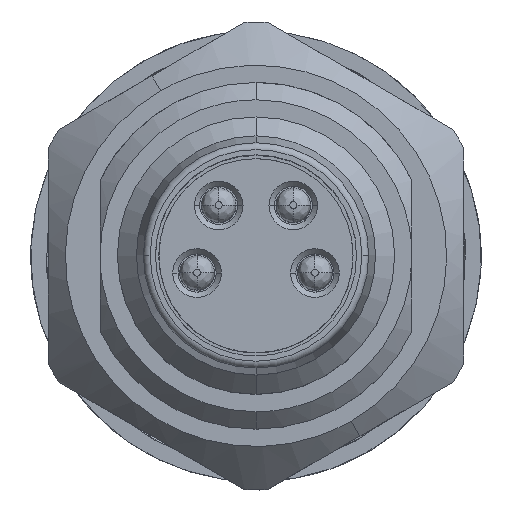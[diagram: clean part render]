
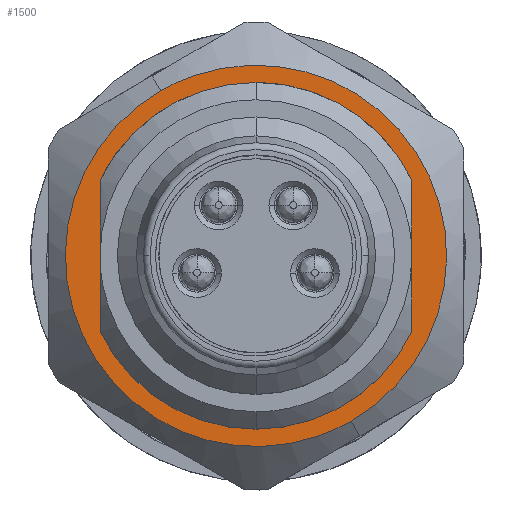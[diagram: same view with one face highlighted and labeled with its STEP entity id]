
A CAD part, top view. The second image highlights one B-rep face of the part: STEP entity #1500.
In plain terms, the highlighted planar face has unit normal (0, 0, 1).
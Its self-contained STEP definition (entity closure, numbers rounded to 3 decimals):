
#1323=AXIS2_PLACEMENT_3D('Circle Axis2P3D',#1321,#1322,$) ;
#1340=AXIS2_PLACEMENT_3D('Circle Axis2P3D',#1338,#1339,$) ;
#1430=AXIS2_PLACEMENT_3D('Plane Axis2P3D',#1427,#1428,#1429) ;
#1282=CARTESIAN_POINT('Line Origine',(2.,6.75,14.3)) ;
#1286=CARTESIAN_POINT('Vertex',(2.,8.929,14.3)) ;
#1288=CARTESIAN_POINT('Vertex',(2.,4.571,14.3)) ;
#1318=CARTESIAN_POINT('Vertex',(6.5,1.75,14.3)) ;
#1321=CARTESIAN_POINT('Axis2P3D Location',(6.5,6.75,14.3)) ;
#1338=CARTESIAN_POINT('Axis2P3D Location',(6.5,6.75,14.3)) ;
#1342=CARTESIAN_POINT('Vertex',(11.,4.571,14.3)) ;
#1362=CARTESIAN_POINT('Line Origine',(11.,6.75,14.3)) ;
#1366=CARTESIAN_POINT('Vertex',(11.,8.929,14.3)) ;
#1391=CARTESIAN_POINT('Vertex',(6.5,11.75,14.3)) ;
#1395=CARTESIAN_POINT('Control Point',(11.,8.929,14.3)) ;
#1396=CARTESIAN_POINT('Control Point',(10.39,10.189,14.3)) ;
#1397=CARTESIAN_POINT('Control Point',(9.305,11.225,14.3)) ;
#1398=CARTESIAN_POINT('Control Point',(7.9,11.75,14.3)) ;
#1399=CARTESIAN_POINT('Control Point',(6.5,11.75,14.3)) ;
#1414=CARTESIAN_POINT('Control Point',(6.5,11.75,14.3)) ;
#1415=CARTESIAN_POINT('Control Point',(5.1,11.75,14.3)) ;
#1416=CARTESIAN_POINT('Control Point',(3.695,11.225,14.3)) ;
#1417=CARTESIAN_POINT('Control Point',(2.61,10.189,14.3)) ;
#1418=CARTESIAN_POINT('Control Point',(2.,8.929,14.3)) ;
#1427=CARTESIAN_POINT('Axis2P3D Location',(6.5,6.75,14.3)) ;
#1433=CARTESIAN_POINT('Control Point',(9.25,1.987,14.3)) ;
#1434=CARTESIAN_POINT('Control Point',(9.747,2.274,14.3)) ;
#1435=CARTESIAN_POINT('Control Point',(10.207,2.626,14.3)) ;
#1436=CARTESIAN_POINT('Control Point',(10.619,3.037,14.3)) ;
#1437=CARTESIAN_POINT('Control Point',(11.324,3.956,14.3)) ;
#1438=CARTESIAN_POINT('Control Point',(11.77,5.025,14.3)) ;
#1439=CARTESIAN_POINT('Control Point',(11.922,5.586,14.3)) ;
#1440=CARTESIAN_POINT('Control Point',(12.075,6.735,14.3)) ;
#1441=CARTESIAN_POINT('Control Point',(11.928,7.884,14.3)) ;
#1442=CARTESIAN_POINT('Control Point',(11.78,8.446,14.3)) ;
#1443=CARTESIAN_POINT('Control Point',(11.339,9.518,14.3)) ;
#1444=CARTESIAN_POINT('Control Point',(10.639,10.441,14.3)) ;
#1445=CARTESIAN_POINT('Control Point',(10.23,10.853,14.3)) ;
#1446=CARTESIAN_POINT('Control Point',(9.314,11.563,14.3)) ;
#1447=CARTESIAN_POINT('Control Point',(8.246,12.013,14.3)) ;
#1448=CARTESIAN_POINT('Control Point',(7.686,12.167,14.3)) ;
#1449=CARTESIAN_POINT('Control Point',(6.538,12.325,14.3)) ;
#1450=CARTESIAN_POINT('Control Point',(5.388,12.183,14.3)) ;
#1451=CARTESIAN_POINT('Control Point',(4.826,12.037,14.3)) ;
#1452=CARTESIAN_POINT('Control Point',(4.281,11.815,14.3)) ;
#1453=CARTESIAN_POINT('Control Point',(3.773,11.527,14.3)) ;
#1454=CARTESIAN_POINT('Control Point',(3.766,11.522,14.3)) ;
#1455=CARTESIAN_POINT('Control Point',(3.758,11.518,14.3)) ;
#1456=CARTESIAN_POINT('Control Point',(3.75,11.513,14.3)) ;
#1457=CARTESIAN_POINT('Vertex',(9.25,1.987,14.3)) ;
#1459=CARTESIAN_POINT('Vertex',(3.75,11.513,14.3)) ;
#1463=CARTESIAN_POINT('Control Point',(3.75,11.513,14.3)) ;
#1464=CARTESIAN_POINT('Control Point',(3.253,11.226,14.3)) ;
#1465=CARTESIAN_POINT('Control Point',(2.793,10.874,14.3)) ;
#1466=CARTESIAN_POINT('Control Point',(2.381,10.463,14.3)) ;
#1467=CARTESIAN_POINT('Control Point',(1.676,9.544,14.3)) ;
#1468=CARTESIAN_POINT('Control Point',(1.23,8.475,14.3)) ;
#1469=CARTESIAN_POINT('Control Point',(1.078,7.914,14.3)) ;
#1470=CARTESIAN_POINT('Control Point',(0.925,6.765,14.3)) ;
#1471=CARTESIAN_POINT('Control Point',(1.072,5.616,14.3)) ;
#1472=CARTESIAN_POINT('Control Point',(1.22,5.054,14.3)) ;
#1473=CARTESIAN_POINT('Control Point',(1.661,3.982,14.3)) ;
#1474=CARTESIAN_POINT('Control Point',(2.361,3.059,14.3)) ;
#1475=CARTESIAN_POINT('Control Point',(2.77,2.647,14.3)) ;
#1476=CARTESIAN_POINT('Control Point',(3.686,1.937,14.3)) ;
#1477=CARTESIAN_POINT('Control Point',(4.754,1.487,14.3)) ;
#1478=CARTESIAN_POINT('Control Point',(5.314,1.333,14.3)) ;
#1479=CARTESIAN_POINT('Control Point',(6.462,1.175,14.3)) ;
#1480=CARTESIAN_POINT('Control Point',(7.612,1.317,14.3)) ;
#1481=CARTESIAN_POINT('Control Point',(8.174,1.463,14.3)) ;
#1482=CARTESIAN_POINT('Control Point',(8.719,1.685,14.3)) ;
#1483=CARTESIAN_POINT('Control Point',(9.227,1.973,14.3)) ;
#1484=CARTESIAN_POINT('Control Point',(9.234,1.978,14.3)) ;
#1485=CARTESIAN_POINT('Control Point',(9.242,1.982,14.3)) ;
#1486=CARTESIAN_POINT('Control Point',(9.25,1.987,14.3)) ;
#1283=DIRECTION('Vector Direction',(0.,-1.,0.)) ;
#1322=DIRECTION('Axis2P3D Direction',(0.,0.,1.)) ;
#1339=DIRECTION('Axis2P3D Direction',(0.,0.,1.)) ;
#1363=DIRECTION('Vector Direction',(0.,1.,0.)) ;
#1428=DIRECTION('Axis2P3D Direction',(0.,0.,-1.)) ;
#1429=DIRECTION('Axis2P3D XDirection',(0.866,0.5,0.)) ;
#1284=VECTOR('Line Direction',#1283,1.) ;
#1364=VECTOR('Line Direction',#1363,1.) ;
#1489=ORIENTED_EDGE('',*,*,#1461,.T.) ;
#1490=ORIENTED_EDGE('',*,*,#1487,.T.) ;
#1493=ORIENTED_EDGE('',*,*,#1368,.F.) ;
#1494=ORIENTED_EDGE('',*,*,#1344,.F.) ;
#1495=ORIENTED_EDGE('',*,*,#1325,.F.) ;
#1496=ORIENTED_EDGE('',*,*,#1290,.F.) ;
#1497=ORIENTED_EDGE('',*,*,#1419,.F.) ;
#1498=ORIENTED_EDGE('',*,*,#1400,.F.) ;
#1499=FACE_BOUND('',#1492,.T.) ;
#1500=ADVANCED_FACE('V1',(#1491,#1499),#1431,.F.) ;
#1394=B_SPLINE_CURVE_WITH_KNOTS('',4,(#1395,#1396,#1397,#1398,#1399),.UNSPECIFIED.,.F.,.U.,(5,5),(-2.799,2.799),.UNSPECIFIED.) ;
#1413=B_SPLINE_CURVE_WITH_KNOTS('',4,(#1414,#1415,#1416,#1417,#1418),.UNSPECIFIED.,.F.,.U.,(5,5),(-2.799,2.799),.UNSPECIFIED.) ;
#1432=B_SPLINE_CURVE_WITH_KNOTS('',5,(#1433,#1434,#1435,#1436,#1437,#1438,#1439,#1440,#1441,#1442,#1443,#1444,#1445,#1446,#1447,#1448,#1449,#1450,#1451,#1452,#1453,#1454,#1455,#1456),.UNSPECIFIED.,.F.,.U.,(6,3,3,3,3,3,3,6),(0.,4.062,8.124,12.186,16.248,20.31,24.372,24.436),.UNSPECIFIED.) ;
#1462=B_SPLINE_CURVE_WITH_KNOTS('',5,(#1463,#1464,#1465,#1466,#1467,#1468,#1469,#1470,#1471,#1472,#1473,#1474,#1475,#1476,#1477,#1478,#1479,#1480,#1481,#1482,#1483,#1484,#1485,#1486),.UNSPECIFIED.,.F.,.U.,(6,3,3,3,3,3,3,6),(0.,4.062,8.124,12.186,16.248,20.31,24.372,24.436),.UNSPECIFIED.) ;
#1324=CIRCLE('generated circle',#1323,5.) ;
#1341=CIRCLE('generated circle',#1340,5.) ;
#1290=EDGE_CURVE('',#1287,#1289,#1285,.T.) ;
#1325=EDGE_CURVE('',#1289,#1319,#1324,.T.) ;
#1344=EDGE_CURVE('',#1319,#1343,#1341,.T.) ;
#1368=EDGE_CURVE('',#1343,#1367,#1365,.T.) ;
#1400=EDGE_CURVE('',#1367,#1392,#1394,.T.) ;
#1419=EDGE_CURVE('',#1392,#1287,#1413,.T.) ;
#1461=EDGE_CURVE('',#1458,#1460,#1432,.T.) ;
#1487=EDGE_CURVE('',#1460,#1458,#1462,.T.) ;
#1488=EDGE_LOOP('',(#1489,#1490)) ;
#1492=EDGE_LOOP('',(#1493,#1494,#1495,#1496,#1497,#1498)) ;
#1491=FACE_OUTER_BOUND('',#1488,.T.) ;
#1285=LINE('Line',#1282,#1284) ;
#1365=LINE('Line',#1362,#1364) ;
#1431=PLANE('',#1430) ;
#1287=VERTEX_POINT('',#1286) ;
#1289=VERTEX_POINT('',#1288) ;
#1319=VERTEX_POINT('',#1318) ;
#1343=VERTEX_POINT('',#1342) ;
#1367=VERTEX_POINT('',#1366) ;
#1392=VERTEX_POINT('',#1391) ;
#1458=VERTEX_POINT('',#1457) ;
#1460=VERTEX_POINT('',#1459) ;
